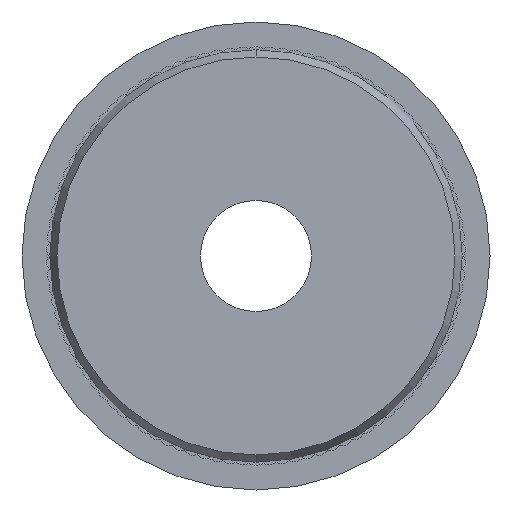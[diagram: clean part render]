
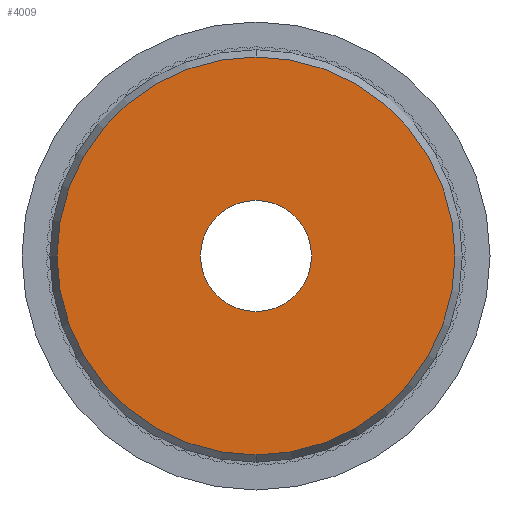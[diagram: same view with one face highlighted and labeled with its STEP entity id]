
A CAD part, front view. The second image highlights one B-rep face of the part: STEP entity #4009.
In plain terms, the highlighted planar face has unit normal (0, -1, 0).
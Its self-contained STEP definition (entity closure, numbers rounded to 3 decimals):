
#63 = FACE_OUTER_BOUND ( 'NONE', #3165, .T. ) ;
#77 = ORIENTED_EDGE ( 'NONE', *, *, #991, .F. ) ;
#93 = AXIS2_PLACEMENT_3D ( 'NONE', #2613, #4084, #437 ) ;
#144 = DIRECTION ( 'NONE',  ( 0., 1., 0. ) ) ;
#200 = VERTEX_POINT ( 'NONE', #3026 ) ;
#240 = CARTESIAN_POINT ( 'NONE',  ( 0., -7.215, 0. ) ) ;
#405 = CARTESIAN_POINT ( 'NONE',  ( -14.328, -7.215, 0. ) ) ;
#437 = DIRECTION ( 'NONE',  ( 0., 0., 1. ) ) ;
#753 = VERTEX_POINT ( 'NONE', #3879 ) ;
#945 = AXIS2_PLACEMENT_3D ( 'NONE', #2360, #144, #4147 ) ;
#991 = EDGE_CURVE ( 'NONE', #1800, #753, #2550, .T. ) ;
#1168 = EDGE_CURVE ( 'NONE', #753, #1800, #3774, .T. ) ;
#1229 = CIRCLE ( 'NONE', #3683, 4. ) ;
#1297 = DIRECTION ( 'NONE',  ( 0., 1., 0. ) ) ;
#1494 = PLANE ( 'NONE',  #1914 ) ;
#1566 = DIRECTION ( 'NONE',  ( 0., 0., 1. ) ) ;
#1760 = DIRECTION ( 'NONE',  ( 0., 1., 0. ) ) ;
#1800 = VERTEX_POINT ( 'NONE', #4081 ) ;
#1914 = AXIS2_PLACEMENT_3D ( 'NONE', #405, #2213, #2597 ) ;
#2213 = DIRECTION ( 'NONE',  ( 0., -1., 0. ) ) ;
#2263 = FACE_BOUND ( 'NONE', #3678, .T. ) ;
#2360 = CARTESIAN_POINT ( 'NONE',  ( 0., -7.215, 0. ) ) ;
#2550 = CIRCLE ( 'NONE', #945, 14.328 ) ;
#2565 = ORIENTED_EDGE ( 'NONE', *, *, #1168, .F. ) ;
#2597 = DIRECTION ( 'NONE',  ( 0., 0., -1. ) ) ;
#2613 = CARTESIAN_POINT ( 'NONE',  ( 0., -7.215, 0. ) ) ;
#2877 = VERTEX_POINT ( 'NONE', #3154 ) ;
#3026 = CARTESIAN_POINT ( 'NONE',  ( 0., -7.215, -4. ) ) ;
#3077 = CIRCLE ( 'NONE', #93, 4. ) ;
#3154 = CARTESIAN_POINT ( 'NONE',  ( 0., -7.215, 4. ) ) ;
#3165 = EDGE_LOOP ( 'NONE', ( #2565, #77 ) ) ;
#3386 = ORIENTED_EDGE ( 'NONE', *, *, #3514, .T. ) ;
#3514 = EDGE_CURVE ( 'NONE', #200, #2877, #3077, .T. ) ;
#3678 = EDGE_LOOP ( 'NONE', ( #4111, #3386 ) ) ;
#3683 = AXIS2_PLACEMENT_3D ( 'NONE', #4587, #1297, #1566 ) ;
#3774 = CIRCLE ( 'NONE', #4083, 14.328 ) ;
#3825 = EDGE_CURVE ( 'NONE', #2877, #200, #1229, .T. ) ;
#3879 = CARTESIAN_POINT ( 'NONE',  ( 0., -7.215, 14.328 ) ) ;
#4009 = ADVANCED_FACE ( 'NONE', ( #2263, #63 ), #1494, .T. ) ;
#4081 = CARTESIAN_POINT ( 'NONE',  ( 0., -7.215, -14.328 ) ) ;
#4083 = AXIS2_PLACEMENT_3D ( 'NONE', #240, #1760, #4681 ) ;
#4084 = DIRECTION ( 'NONE',  ( 0., 1., 0. ) ) ;
#4111 = ORIENTED_EDGE ( 'NONE', *, *, #3825, .T. ) ;
#4147 = DIRECTION ( 'NONE',  ( 0., 0., 1. ) ) ;
#4587 = CARTESIAN_POINT ( 'NONE',  ( 0., -7.215, 0. ) ) ;
#4681 = DIRECTION ( 'NONE',  ( 0., 0., 1. ) ) ;
